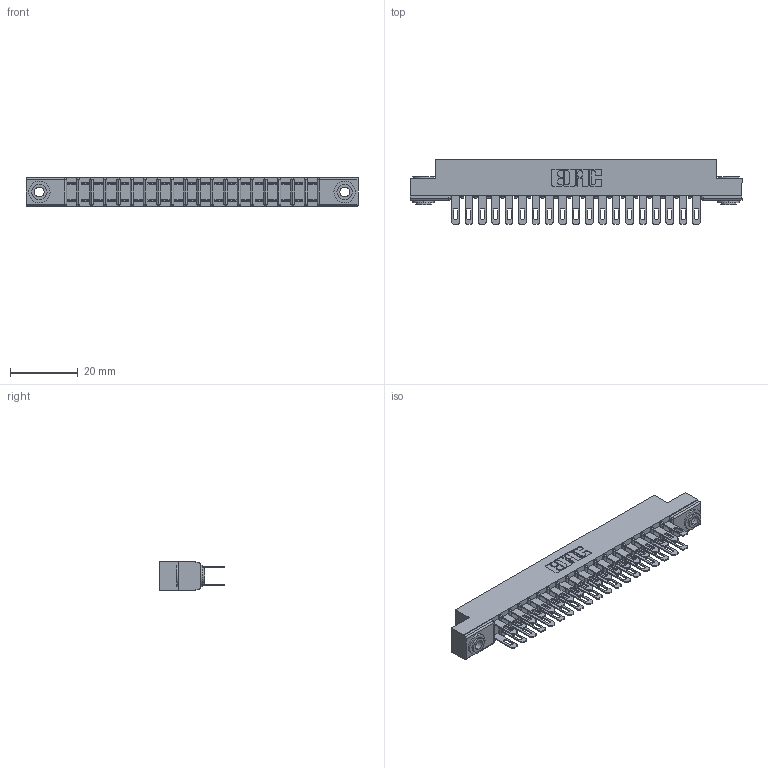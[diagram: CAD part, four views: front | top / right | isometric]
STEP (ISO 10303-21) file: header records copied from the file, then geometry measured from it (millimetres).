
FILE_DESCRIPTION (( 'STEP AP203' ), '1' );
FILE_NAME ('357-038-400-203.STEP', '2020-10-03T18:35:17', ( '' ), ( '' ), 'SwSTEP 2.0', 'SolidWorks 2020', '' );
FILE_SCHEMA (( 'CONFIG_CONTROL_DESIGN' ));
Length unit declared in the file: inch
Products named in the file (4): 307-290-001_500; 345-250-002_345-250-002-102; 307 Part_.156 Dia Mounting Holes; 357-038-400-203
Assembly tree (41 placements, depth 2):
  357-038-400-203
    307 Part_.156 Dia Mounting Holes
    307-290-001_500  x38
    345-250-002_345-250-002-102  x2
Bounding box: 98.3 x 19.18 x 8.71 mm (x, y, z)
Volume: 6540.3 mm3; surface area: 12246.6 mm2
Topology: 41 solids, 41 shells, 1938 faces, 5375 edges, 3474 vertices
Faces by surface type: plane 1234, cylinder 656, sphere 40, cone 8
Entity records: 20771 total; most frequent: CARTESIAN_POINT 3384, ORIENTED_EDGE 3342, DIRECTION 3341, EDGE_CURVE 1671, LINE 1263, VECTOR 1263, VERTEX_POINT 1082, AXIS2_PLACEMENT_3D 1039
